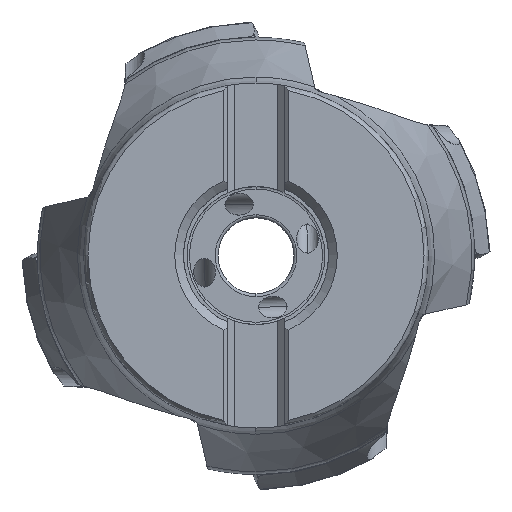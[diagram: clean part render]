
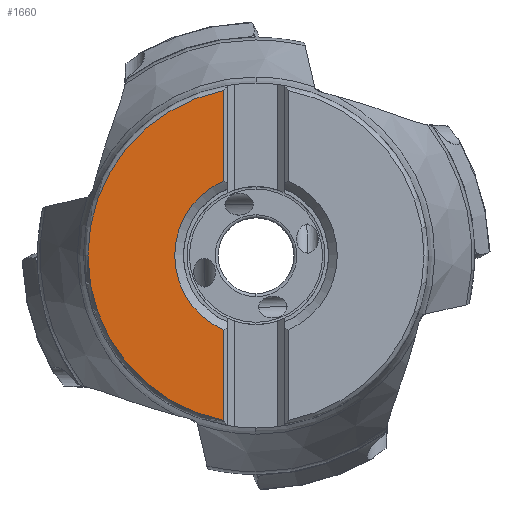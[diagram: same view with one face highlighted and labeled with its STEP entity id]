
A CAD part, top view. The second image highlights one B-rep face of the part: STEP entity #1660.
In plain terms, the highlighted planar face has unit normal (0, 0, 1).
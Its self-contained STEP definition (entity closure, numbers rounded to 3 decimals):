
#135=PLANE('',#10747);
#553=LINE('',#16893,#991);
#554=LINE('',#16897,#992);
#991=VECTOR('',#12283,1.);
#992=VECTOR('',#12286,1.);
#1660=ADVANCED_FACE('',(#2283),#135,.F.);
#2283=FACE_OUTER_BOUND('',#2853,.T.);
#2853=EDGE_LOOP('',(#4475,#4476,#4477,#4478,#4479));
#3424=CIRCLE('',#10743,23.213);
#3425=CIRCLE('',#10744,23.213);
#3426=CIRCLE('',#10746,11.225);
#4475=ORIENTED_EDGE('',*,*,#8634,.F.);
#4476=ORIENTED_EDGE('',*,*,#8635,.F.);
#4477=ORIENTED_EDGE('',*,*,#8636,.F.);
#4478=ORIENTED_EDGE('',*,*,#8633,.F.);
#4479=ORIENTED_EDGE('',*,*,#8632,.F.);
#7482=VERTEX_POINT('',#16868);
#7486=VERTEX_POINT('',#16888);
#7487=VERTEX_POINT('',#16890);
#7488=VERTEX_POINT('',#16894);
#7489=VERTEX_POINT('',#16896);
#8632=EDGE_CURVE('',#7486,#7487,#3424,.T.);
#8633=EDGE_CURVE('',#7487,#7482,#3425,.T.);
#8634=EDGE_CURVE('',#7488,#7486,#553,.T.);
#8635=EDGE_CURVE('',#7489,#7488,#3426,.T.);
#8636=EDGE_CURVE('',#7482,#7489,#554,.T.);
#10743=AXIS2_PLACEMENT_3D('',#16889,#12277,#12278);
#10744=AXIS2_PLACEMENT_3D('',#16891,#12279,#12280);
#10746=AXIS2_PLACEMENT_3D('',#16895,#12284,#12285);
#10747=AXIS2_PLACEMENT_3D('',#16898,#12287,#12288);
#12277=DIRECTION('',(0.,0.,-1.));
#12278=DIRECTION('',(-0.193,-0.981,0.));
#12279=DIRECTION('',(0.,0.,-1.));
#12280=DIRECTION('',(-1.,0.002,0.));
#12283=DIRECTION('',(0.,-1.,0.));
#12284=DIRECTION('',(0.,0.,1.));
#12285=DIRECTION('',(-0.398,0.917,0.));
#12286=DIRECTION('',(0.,-1.,0.));
#12287=DIRECTION('',(0.,0.,-1.));
#12288=DIRECTION('',(1.,0.,0.));
#16868=CARTESIAN_POINT('',(-4.47,22.778,0.));
#16888=CARTESIAN_POINT('',(-4.47,-22.778,0.));
#16889=CARTESIAN_POINT('',(0.,0.,0.));
#16890=CARTESIAN_POINT('',(-23.212,0.049,0.));
#16891=CARTESIAN_POINT('',(0.,0.,0.));
#16893=CARTESIAN_POINT('',(-4.47,-10.297,0.));
#16894=CARTESIAN_POINT('',(-4.47,-10.297,0.));
#16895=CARTESIAN_POINT('',(0.,0.,0.));
#16896=CARTESIAN_POINT('',(-4.47,10.297,0.));
#16897=CARTESIAN_POINT('',(-4.47,22.778,0.));
#16898=CARTESIAN_POINT('',(50.,38.787,0.));
